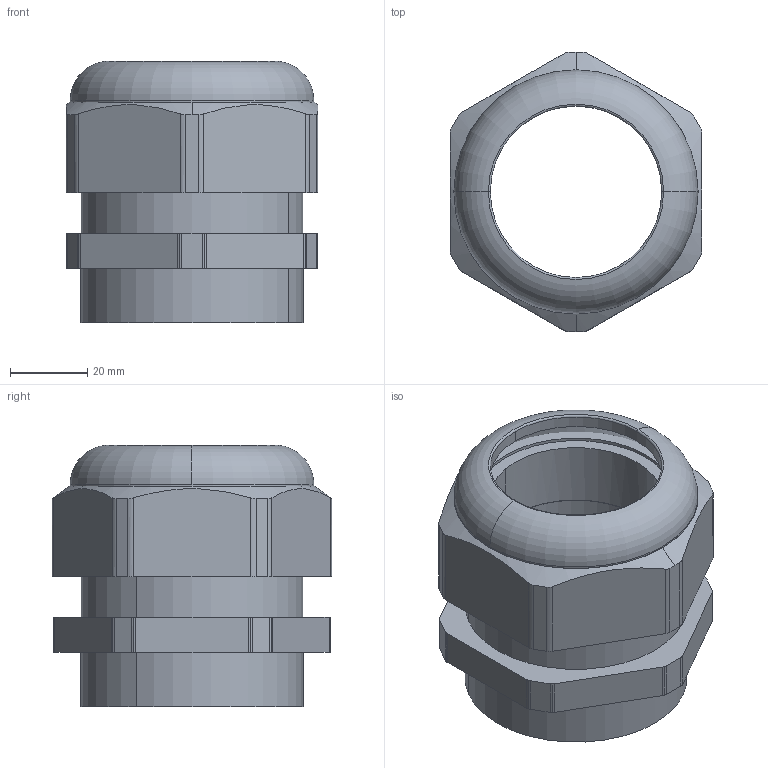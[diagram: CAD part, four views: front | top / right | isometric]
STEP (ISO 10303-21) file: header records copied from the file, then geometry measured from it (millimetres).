
FILE_DESCRIPTION(('CATIA V5R24 STEP','CAx-IF Rec.Pracs.--- Model Styling and Organization---1.2---2011-12-15'),'2;1');
FILE_NAME ('D1458937_0_1909850000_1909850000.stp','2018-03-22T10:49:45+00:00',('none'),('Weidmueller'),'CATIA Version 5-6 Release 2014 SP4 HF52','CATIA V5 STEP AP214','none');
FILE_SCHEMA(('AUTOMOTIVE_DESIGN { 1 0 10303 214 1 1 1 1 }'));
Length unit declared in the file: millimetre
Products named in the file (1): VG_48
Bounding box: 65.1 x 72.28 x 67.5 mm (x, y, z)
Volume: 80841.4 mm3; surface area: 45457.8 mm2
Topology: 3 solids, 3 shells, 106 faces, 281 edges, 185 vertices
Faces by surface type: cylinder 58, plane 34, cone 8, torus 6
Entity records: 3439 total; most frequent: CARTESIAN_POINT 931, ORIENTED_EDGE 562, DIRECTION 410, EDGE_CURVE 281, VERTEX_POINT 185, AXIS2_PLACEMENT_3D 184, VECTOR 128, LINE 128
